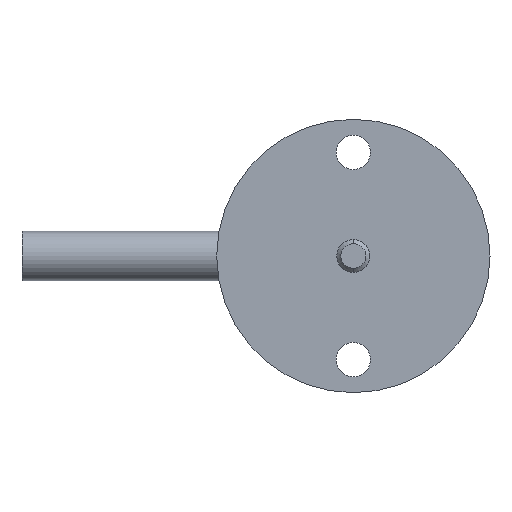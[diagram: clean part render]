
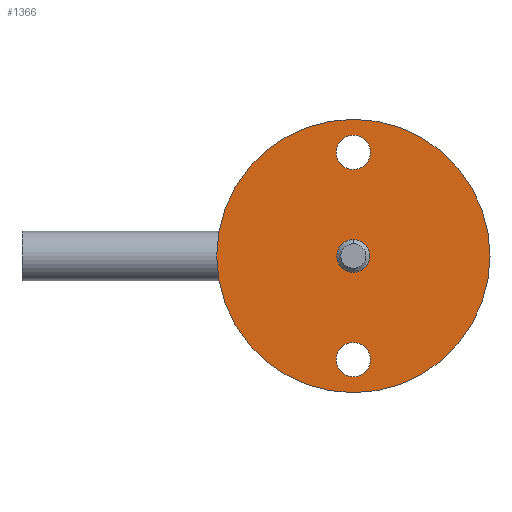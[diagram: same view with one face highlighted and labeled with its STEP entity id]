
A CAD part, left-side view. The second image highlights one B-rep face of the part: STEP entity #1366.
In plain terms, the highlighted planar face has unit normal (-1, 0, 0).
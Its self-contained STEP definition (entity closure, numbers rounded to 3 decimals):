
#10 = VERTEX_POINT ( 'NONE', #253 ) ;
#13 = DIRECTION ( 'NONE',  ( -1., 0., 0. ) ) ;
#28 = DIRECTION ( 'NONE',  ( -1., 0., 0. ) ) ;
#38 = CARTESIAN_POINT ( 'NONE',  ( -1., 0., 0. ) ) ;
#84 = EDGE_CURVE ( 'NONE', #899, #662, #1307, .T. ) ;
#95 = DIRECTION ( 'NONE',  ( -1., 0., 0. ) ) ;
#165 = PLANE ( 'NONE',  #1039 ) ;
#215 = EDGE_CURVE ( 'NONE', #1340, #1718, #957, .T. ) ;
#217 = CARTESIAN_POINT ( 'NONE',  ( -1., 0., 0. ) ) ;
#244 = CIRCLE ( 'NONE', #1295, 4.15 ) ;
#253 = CARTESIAN_POINT ( 'NONE',  ( -1., 0., -20.85 ) ) ;
#293 = CARTESIAN_POINT ( 'NONE',  ( -1., 0., -33. ) ) ;
#300 = VERTEX_POINT ( 'NONE', #494 ) ;
#306 = FACE_OUTER_BOUND ( 'NONE', #1711, .T. ) ;
#333 = EDGE_CURVE ( 'NONE', #300, #693, #636, .T. ) ;
#365 = EDGE_CURVE ( 'NONE', #662, #899, #244, .T. ) ;
#385 = DIRECTION ( 'NONE',  ( 0., 0., 1. ) ) ;
#398 = ORIENTED_EDGE ( 'NONE', *, *, #1384, .F. ) ;
#472 = FACE_BOUND ( 'NONE', #1038, .T. ) ;
#494 = CARTESIAN_POINT ( 'NONE',  ( -1., 0., 33. ) ) ;
#504 = DIRECTION ( 'NONE',  ( 0., 0., 1. ) ) ;
#511 = CARTESIAN_POINT ( 'NONE',  ( -1., 0., 0. ) ) ;
#512 = CIRCLE ( 'NONE', #1170, 4.15 ) ;
#586 = DIRECTION ( 'NONE',  ( 0., 0., 1. ) ) ;
#610 = DIRECTION ( 'NONE',  ( -1., 0., 0. ) ) ;
#636 = CIRCLE ( 'NONE', #964, 33. ) ;
#662 = VERTEX_POINT ( 'NONE', #1269 ) ;
#692 = EDGE_LOOP ( 'NONE', ( #1228, #398 ) ) ;
#693 = VERTEX_POINT ( 'NONE', #293 ) ;
#695 = CARTESIAN_POINT ( 'NONE',  ( -1., 0., 25. ) ) ;
#729 = CARTESIAN_POINT ( 'NONE',  ( -1., 0., 0. ) ) ;
#732 = CIRCLE ( 'NONE', #1265, 4. ) ;
#772 = DIRECTION ( 'NONE',  ( -1., 0., 0. ) ) ;
#774 = AXIS2_PLACEMENT_3D ( 'NONE', #695, #872, #1552 ) ;
#809 = DIRECTION ( 'NONE',  ( -1., 0., 0. ) ) ;
#864 = ORIENTED_EDGE ( 'NONE', *, *, #365, .F. ) ;
#872 = DIRECTION ( 'NONE',  ( -1., 0., 0. ) ) ;
#884 = FACE_BOUND ( 'NONE', #692, .T. ) ;
#899 = VERTEX_POINT ( 'NONE', #1463 ) ;
#916 = DIRECTION ( 'NONE',  ( 0., 0., 1. ) ) ;
#957 = CIRCLE ( 'NONE', #1059, 4. ) ;
#964 = AXIS2_PLACEMENT_3D ( 'NONE', #217, #1337, #916 ) ;
#998 = CARTESIAN_POINT ( 'NONE',  ( -1., 0., 4. ) ) ;
#1021 = EDGE_LOOP ( 'NONE', ( #1283, #1599 ) ) ;
#1025 = FACE_BOUND ( 'NONE', #1021, .T. ) ;
#1038 = EDGE_LOOP ( 'NONE', ( #1135, #864 ) ) ;
#1039 = AXIS2_PLACEMENT_3D ( 'NONE', #38, #610, #1311 ) ;
#1045 = EDGE_CURVE ( 'NONE', #1568, #10, #1226, .T. ) ;
#1059 = AXIS2_PLACEMENT_3D ( 'NONE', #1296, #13, #586 ) ;
#1067 = AXIS2_PLACEMENT_3D ( 'NONE', #511, #95, #504 ) ;
#1082 = AXIS2_PLACEMENT_3D ( 'NONE', #1638, #1791, #1499 ) ;
#1090 = EDGE_CURVE ( 'NONE', #10, #1568, #512, .T. ) ;
#1120 = ORIENTED_EDGE ( 'NONE', *, *, #333, .T. ) ;
#1135 = ORIENTED_EDGE ( 'NONE', *, *, #84, .F. ) ;
#1170 = AXIS2_PLACEMENT_3D ( 'NONE', #1389, #809, #385 ) ;
#1211 = CARTESIAN_POINT ( 'NONE',  ( -1., 0., 25. ) ) ;
#1226 = CIRCLE ( 'NONE', #1082, 4.15 ) ;
#1228 = ORIENTED_EDGE ( 'NONE', *, *, #215, .F. ) ;
#1265 = AXIS2_PLACEMENT_3D ( 'NONE', #729, #28, #1460 ) ;
#1269 = CARTESIAN_POINT ( 'NONE',  ( -1., 0., 29.15 ) ) ;
#1275 = CARTESIAN_POINT ( 'NONE',  ( -1., 0., -4. ) ) ;
#1283 = ORIENTED_EDGE ( 'NONE', *, *, #1045, .F. ) ;
#1295 = AXIS2_PLACEMENT_3D ( 'NONE', #1211, #772, #1639 ) ;
#1296 = CARTESIAN_POINT ( 'NONE',  ( -1., 0., 0. ) ) ;
#1307 = CIRCLE ( 'NONE', #774, 4.15 ) ;
#1311 = DIRECTION ( 'NONE',  ( 0., 0., 1. ) ) ;
#1337 = DIRECTION ( 'NONE',  ( -1., 0., 0. ) ) ;
#1340 = VERTEX_POINT ( 'NONE', #1275 ) ;
#1366 = ADVANCED_FACE ( 'NONE', ( #1025, #306, #884, #472 ), #165, .T. ) ;
#1384 = EDGE_CURVE ( 'NONE', #1718, #1340, #732, .T. ) ;
#1388 = CARTESIAN_POINT ( 'NONE',  ( -1., 0., -29.15 ) ) ;
#1389 = CARTESIAN_POINT ( 'NONE',  ( -1., 0., -25. ) ) ;
#1413 = ORIENTED_EDGE ( 'NONE', *, *, #1454, .T. ) ;
#1454 = EDGE_CURVE ( 'NONE', #693, #300, #1632, .T. ) ;
#1460 = DIRECTION ( 'NONE',  ( 0., 0., 1. ) ) ;
#1463 = CARTESIAN_POINT ( 'NONE',  ( -1., 0., 20.85 ) ) ;
#1499 = DIRECTION ( 'NONE',  ( 0., 0., 1. ) ) ;
#1552 = DIRECTION ( 'NONE',  ( 0., 0., 1. ) ) ;
#1568 = VERTEX_POINT ( 'NONE', #1388 ) ;
#1599 = ORIENTED_EDGE ( 'NONE', *, *, #1090, .F. ) ;
#1632 = CIRCLE ( 'NONE', #1067, 33. ) ;
#1638 = CARTESIAN_POINT ( 'NONE',  ( -1., 0., -25. ) ) ;
#1639 = DIRECTION ( 'NONE',  ( 0., 0., 1. ) ) ;
#1711 = EDGE_LOOP ( 'NONE', ( #1413, #1120 ) ) ;
#1718 = VERTEX_POINT ( 'NONE', #998 ) ;
#1791 = DIRECTION ( 'NONE',  ( -1., 0., 0. ) ) ;
